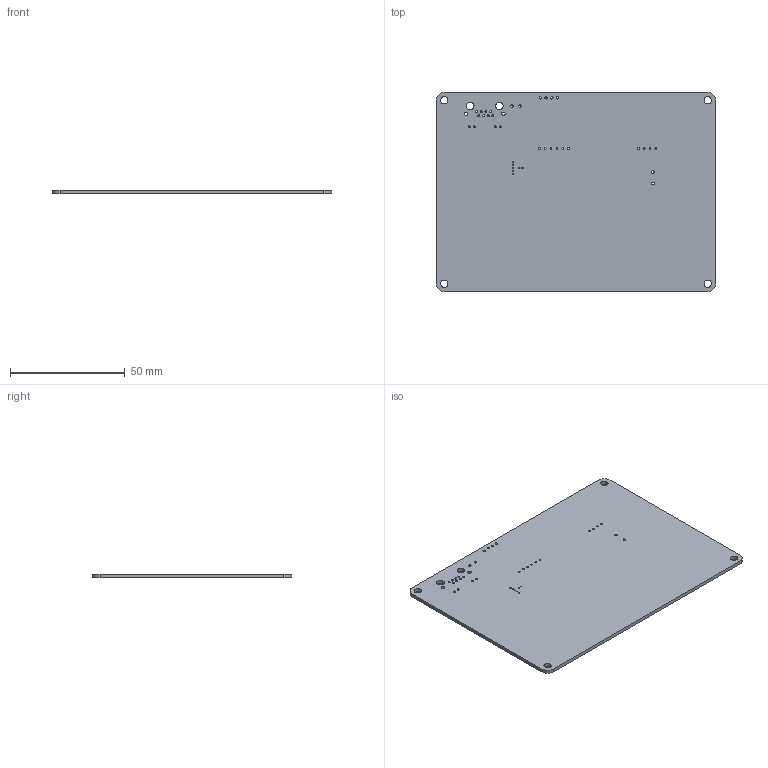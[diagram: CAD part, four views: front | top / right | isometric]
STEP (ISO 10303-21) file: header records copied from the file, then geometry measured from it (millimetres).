
FILE_DESCRIPTION(('KiCad electronic assembly'),'2;1');
FILE_NAME('k64-io-pcb.stp','2019-04-11T10:31:25',('An Author'),( 'A Company'),'Open CASCADE STEP processor 6.8', 'KiCad to STEP converter','Unknown');
FILE_SCHEMA(('AUTOMOTIVE_DESIGN_CC2 { 1 2 10303 214 -1 1 5 4 }'));
Length unit declared in the file: millimetre
Products named in the file (2): Open CASCADE STEP translator 6.8 1; COMPOUND
Assembly tree (1 placements, depth 2):
  Open CASCADE STEP translator 6.8 1
    COMPOUND
Bounding box: 122 x 87 x 1.6 mm (x, y, z)
Volume: 16846.3 mm3; surface area: 21986.9 mm2
Topology: 1 solids, 1 shells, 55 faces, 159 edges, 106 vertices
Faces by surface type: cylinder 49, plane 6
Full cylindrical faces by diameter (mm): 0.599 x7, 0.762 x10, 0.889 x12, 1.016 x4, 1.1 x2, 1.2 x2, 1.57 x2, 3.2 x4, 3.3 x2
Entity records: 4459 total; most frequent: CARTESIAN_POINT 1228, DIRECTION 591, ORIENTED_EDGE 318, PCURVE 318, DEFINITIONAL_REPRESENTATION 318, LINE 281, VECTOR 281, EDGE_CURVE 159
